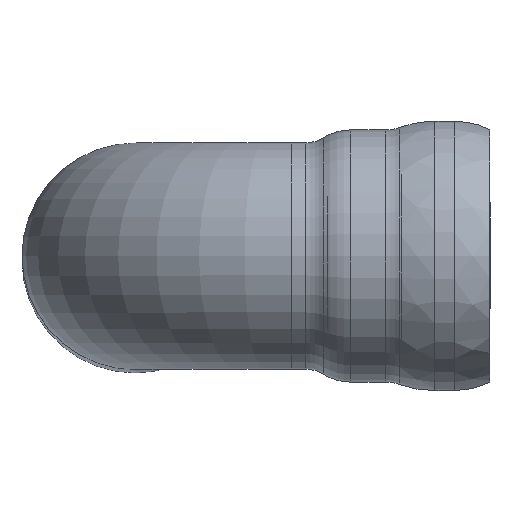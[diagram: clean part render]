
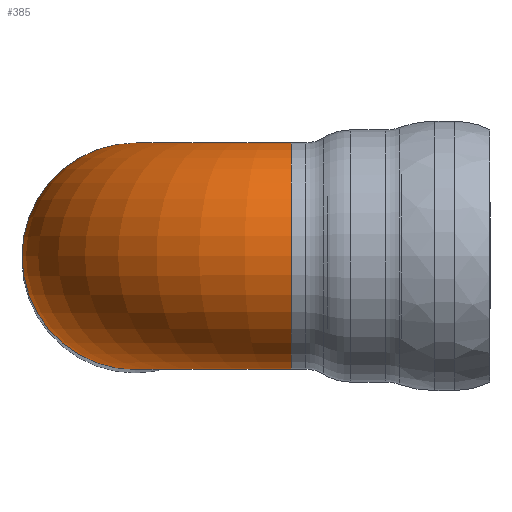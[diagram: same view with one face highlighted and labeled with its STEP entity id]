
A CAD part, top view. The second image highlights one B-rep face of the part: STEP entity #385.
In plain terms, the highlighted toroidal (fillet/blend) face has major radius 365 mm and minor radius 265 mm.
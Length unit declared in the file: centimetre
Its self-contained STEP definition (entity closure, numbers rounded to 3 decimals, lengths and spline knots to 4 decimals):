
#29=TOROIDAL_SURFACE('',#421,36.5,26.5);
#45=FACE_OUTER_BOUND('',#70,.T.);
#70=EDGE_LOOP('',(#281,#282,#283,#284,#285));
#120=CIRCLE('',#422,26.5);
#121=CIRCLE('',#423,10.);
#122=CIRCLE('',#424,26.5);
#123=CIRCLE('',#425,26.5);
#169=VERTEX_POINT('',#657);
#170=VERTEX_POINT('',#659);
#171=VERTEX_POINT('',#661);
#211=EDGE_CURVE('',#169,#169,#120,.T.);
#212=EDGE_CURVE('',#169,#170,#121,.T.);
#213=EDGE_CURVE('',#170,#171,#122,.T.);
#214=EDGE_CURVE('',#171,#170,#123,.T.);
#281=ORIENTED_EDGE('',*,*,#211,.T.);
#282=ORIENTED_EDGE('',*,*,#212,.T.);
#283=ORIENTED_EDGE('',*,*,#213,.T.);
#284=ORIENTED_EDGE('',*,*,#214,.T.);
#285=ORIENTED_EDGE('',*,*,#212,.F.);
#385=ADVANCED_FACE('',(#45),#29,.T.);
#421=AXIS2_PLACEMENT_3D('',#656,#511,#512);
#422=AXIS2_PLACEMENT_3D('',#658,#513,#514);
#423=AXIS2_PLACEMENT_3D('',#660,#515,#516);
#424=AXIS2_PLACEMENT_3D('',#662,#517,#518);
#425=AXIS2_PLACEMENT_3D('',#663,#519,#520);
#511=DIRECTION('center_axis',(0.,1.,0.));
#512=DIRECTION('ref_axis',(-1.,0.,0.));
#513=DIRECTION('center_axis',(-1.,0.,0.));
#514=DIRECTION('ref_axis',(0.,-1.,0.));
#515=DIRECTION('center_axis',(0.,-1.,0.));
#516=DIRECTION('ref_axis',(-1.,0.,0.));
#517=DIRECTION('center_axis',(0.,0.,
1.));
#518=DIRECTION('ref_axis',(1.,0.,0.));
#519=DIRECTION('center_axis',(0.,0.,
1.));
#520=DIRECTION('ref_axis',(1.,0.,0.));
#656=CARTESIAN_POINT('Origin',(36.5,0.,463.5));
#657=CARTESIAN_POINT('',(36.5,0.,473.5));
#658=CARTESIAN_POINT('Origin',(36.5,0.,500.));
#659=CARTESIAN_POINT('',(26.5,0.,463.5));
#660=CARTESIAN_POINT('Origin',(36.5,0.,463.5));
#661=CARTESIAN_POINT('',(-26.5,0.,463.5));
#662=CARTESIAN_POINT('Origin',(0.,0.,
463.5));
#663=CARTESIAN_POINT('Origin',(0.,0.,
463.5));
